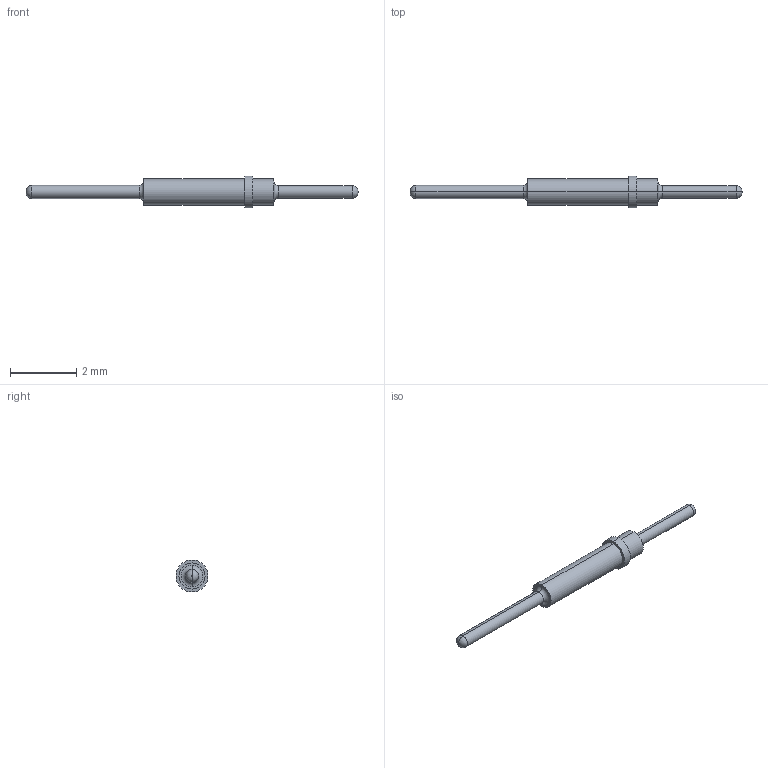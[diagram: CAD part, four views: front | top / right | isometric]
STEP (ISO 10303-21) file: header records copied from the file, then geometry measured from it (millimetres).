
FILE_DESCRIPTION (( 'STEP AP203' ), '1' );
FILE_NAME ('ICS40 B1 P2P2.STEP', '2010-04-07T17:25:19', ( 'Authorized User' ), ( 'QA Technology Company, Inc.' ), 'SwSTEP 2.0', 'SolidWorks 2010', '' );
FILE_SCHEMA (( 'CONFIG_CONTROL_DESIGN' ));
Length unit declared in the file: inch
Products named in the file (1): ICS40 B1 P2P2
Bounding box: 10.03 x 0.97 x 0.97 mm (x, y, z)
Volume: 2.7 mm3; surface area: 18.5 mm2
Topology: 1 solids, 1 shells, 24 faces, 46 edges, 28 vertices
Faces by surface type: cylinder 10, torus 8, plane 6
Entity records: 701 total; most frequent: DIRECTION 132, CARTESIAN_POINT 99, ORIENTED_EDGE 92, AXIS2_PLACEMENT_3D 61, EDGE_CURVE 46, CIRCLE 36, EDGE_LOOP 28, VERTEX_POINT 28
